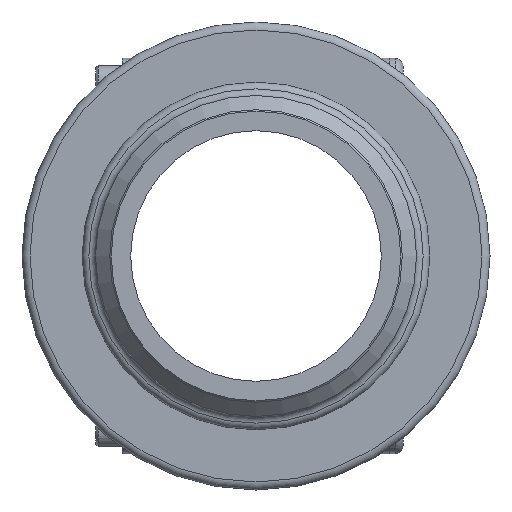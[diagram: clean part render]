
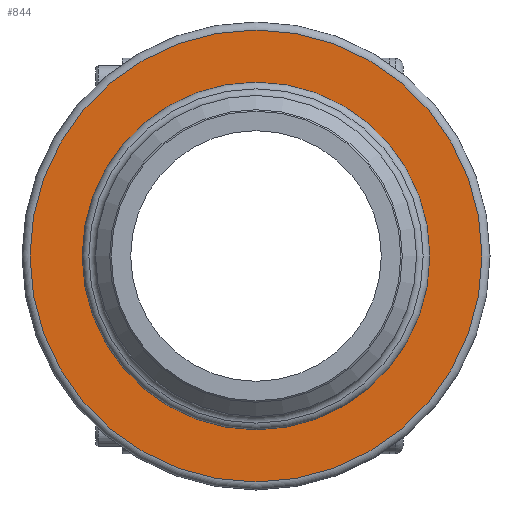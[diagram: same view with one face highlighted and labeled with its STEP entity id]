
A CAD part, left-side view. The second image highlights one B-rep face of the part: STEP entity #844.
In plain terms, the highlighted planar face has unit normal (-1, 0, 0).
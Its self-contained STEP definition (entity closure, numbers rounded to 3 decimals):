
#76=PLANE('',#976);
#147=FACE_BOUND('',#328,.T.);
#216=FACE_OUTER_BOUND('',#327,.T.);
#327=EDGE_LOOP('',(#742));
#328=EDGE_LOOP('',(#743));
#407=CIRCLE('',#958,104.);
#416=CIRCLE('',#974,135.2);
#487=VERTEX_POINT('',#1736);
#493=VERTEX_POINT('',#1758);
#575=EDGE_CURVE('',#487,#487,#407,.T.);
#584=EDGE_CURVE('',#493,#493,#416,.T.);
#742=ORIENTED_EDGE('',*,*,#584,.F.);
#743=ORIENTED_EDGE('',*,*,#575,.T.);
#844=ADVANCED_FACE('',(#216,#147),#76,.T.);
#958=AXIS2_PLACEMENT_3D('',#1737,#1199,#1200);
#974=AXIS2_PLACEMENT_3D('',#1759,#1231,#1232);
#976=AXIS2_PLACEMENT_3D('',#1762,#1235,#1236);
#1199=DIRECTION('center_axis',(1.,0.,0.));
#1200=DIRECTION('ref_axis',(0.,0.,-1.));
#1231=DIRECTION('center_axis',(1.,0.,0.));
#1232=DIRECTION('ref_axis',(0.,-1.,0.));
#1235=DIRECTION('center_axis',(-1.,0.,0.));
#1236=DIRECTION('ref_axis',(0.,0.,1.));
#1736=CARTESIAN_POINT('',(202.,104.,0.));
#1737=CARTESIAN_POINT('Origin',(202.,0.,0.));
#1758=CARTESIAN_POINT('',(202.,135.2,0.));
#1759=CARTESIAN_POINT('Origin',(202.,0.,0.));
#1762=CARTESIAN_POINT('Origin',(202.,140.,0.));
